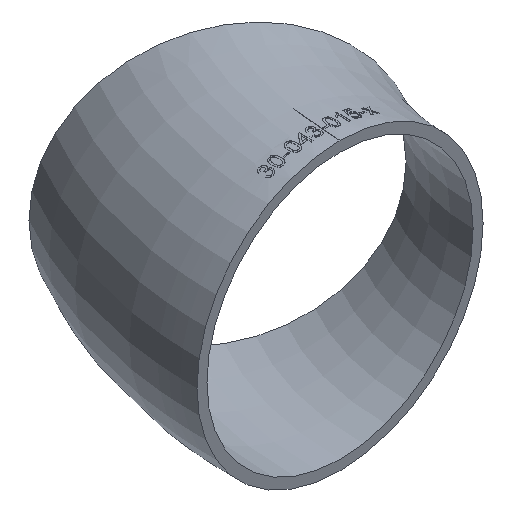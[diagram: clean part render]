
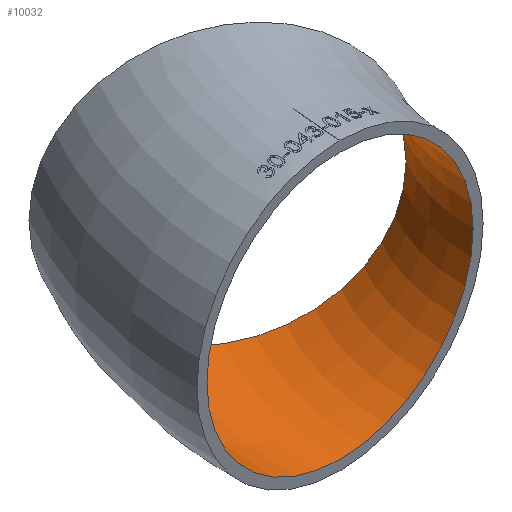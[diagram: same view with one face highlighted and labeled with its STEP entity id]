
A CAD part, isometric view. The second image highlights one B-rep face of the part: STEP entity #10032.
In plain terms, the highlighted toroidal (fillet/blend) face has major radius 47.5 mm and minor radius 20 mm.
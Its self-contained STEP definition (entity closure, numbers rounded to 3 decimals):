
#755 = DIRECTION ( 'NONE',  ( 0.5, 0.866, 0. ) ) ;
#1192 = VERTEX_POINT ( 'NONE', #2578 ) ;
#1318 = AXIS2_PLACEMENT_3D ( 'NONE', #1998, #8319, #8235 ) ;
#1441 = CARTESIAN_POINT ( 'NONE',  ( -47.5, 0., 20. ) ) ;
#1998 = CARTESIAN_POINT ( 'NONE',  ( -47.5, 0., 0. ) ) ;
#2578 = CARTESIAN_POINT ( 'NONE',  ( -58.457, 33.75, 0. ) ) ;
#3681 = ORIENTED_EDGE ( 'NONE', *, *, #7256, .F. ) ;
#6126 = DIRECTION ( 'NONE',  ( 0., 0., -1. ) ) ;
#7256 = EDGE_CURVE ( 'NONE', #11354, #11354, #11819, .T. ) ;
#7383 = EDGE_LOOP ( 'NONE', ( #8183 ) ) ;
#8155 = CIRCLE ( 'NONE', #8426, 20. ) ;
#8183 = ORIENTED_EDGE ( 'NONE', *, *, #14863, .T. ) ;
#8235 = DIRECTION ( 'NONE',  ( 0., 0., 1. ) ) ;
#8319 = DIRECTION ( 'NONE',  ( 0., 1., 0. ) ) ;
#8426 = AXIS2_PLACEMENT_3D ( 'NONE', #9279, #755, #9205 ) ;
#8984 = FACE_OUTER_BOUND ( 'NONE', #7383, .T. ) ;
#9205 = DIRECTION ( 'NONE',  ( -0.866, 0.5, 0. ) ) ;
#9279 = CARTESIAN_POINT ( 'NONE',  ( -41.136, 23.75, 0. ) ) ;
#9902 = AXIS2_PLACEMENT_3D ( 'NONE', #16138, #6126, #13654 ) ;
#10032 = ADVANCED_FACE ( 'NONE', ( #8984, #12887 ), #12237, .F. ) ;
#11354 = VERTEX_POINT ( 'NONE', #1441 ) ;
#11819 = CIRCLE ( 'NONE', #1318, 20. ) ;
#12237 = TOROIDAL_SURFACE ( 'NONE', #9902, 47.5, 20. ) ;
#12623 = EDGE_LOOP ( 'NONE', ( #3681 ) ) ;
#12887 = FACE_OUTER_BOUND ( 'NONE', #12623, .T. ) ;
#13654 = DIRECTION ( 'NONE',  ( -1., 0., 0. ) ) ;
#14863 = EDGE_CURVE ( 'NONE', #1192, #1192, #8155, .T. ) ;
#16138 = CARTESIAN_POINT ( 'NONE',  ( 0., 0., 0. ) ) ;
